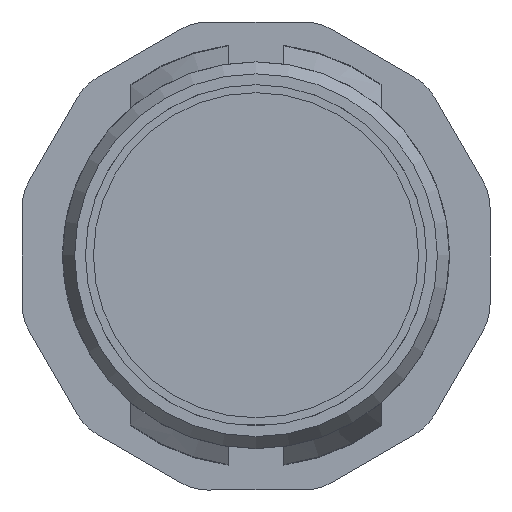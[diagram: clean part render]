
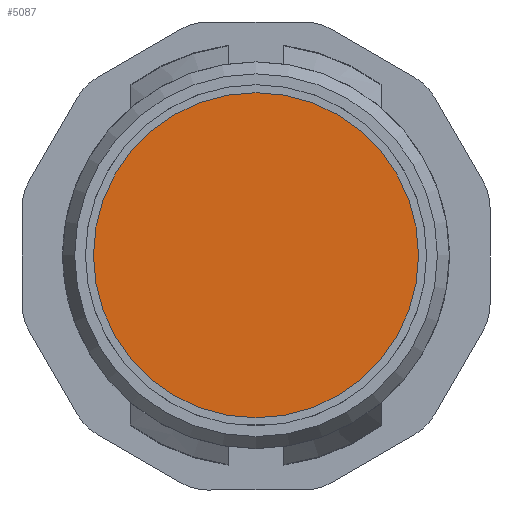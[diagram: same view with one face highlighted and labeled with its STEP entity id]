
A CAD part, front view. The second image highlights one B-rep face of the part: STEP entity #5087.
In plain terms, the highlighted planar face has unit normal (0, -1, 0).
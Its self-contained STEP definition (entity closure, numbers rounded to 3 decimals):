
#4049=PLANE('',#13459);
#4515=CIRCLE('',#13458,21.015);
#5087=ADVANCED_FACE('',(#5598),#4049,.T.);
#5598=FACE_OUTER_BOUND('',#6350,.T.);
#6350=EDGE_LOOP('',(#10148));
#10148=ORIENTED_EDGE('',*,*,#12274,.F.);
#11013=VERTEX_POINT('',#21787);
#12274=EDGE_CURVE('',#11013,#11013,#4515,.T.);
#13458=AXIS2_PLACEMENT_3D('',#21786,#16015,#16016);
#13459=AXIS2_PLACEMENT_3D('',#21788,#16017,#16018);
#16015=DIRECTION('',(0.,1.,0.));
#16016=DIRECTION('',(0.,0.,-1.));
#16017=DIRECTION('',(0.,-1.,0.));
#16018=DIRECTION('',(1.,0.,0.));
#21786=CARTESIAN_POINT('',(0.,-2.,0.));
#21787=CARTESIAN_POINT('',(0.,-2.,-21.015));
#21788=CARTESIAN_POINT('',(0.,-2.,14.192));
